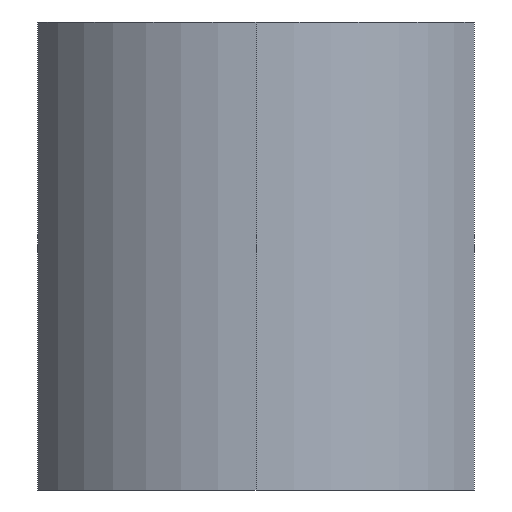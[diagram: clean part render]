
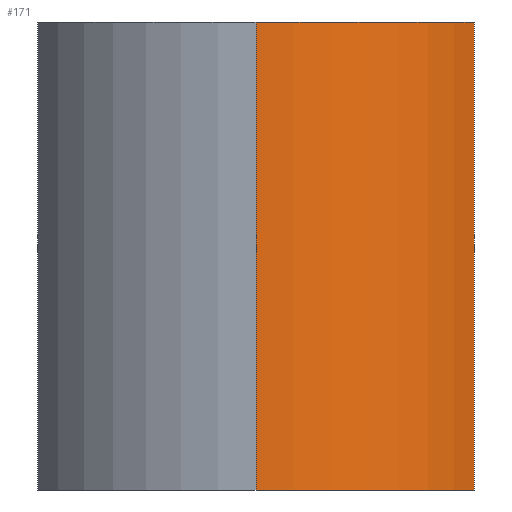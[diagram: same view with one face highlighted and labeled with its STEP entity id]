
A CAD part, left-side view. The second image highlights one B-rep face of the part: STEP entity #171.
In plain terms, the highlighted cylindrical face has radius 16 mm (diameter 32 mm), a partial arc.
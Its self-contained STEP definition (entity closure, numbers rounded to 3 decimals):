
#51 = DIRECTION ( 'NONE',  ( 1., 0., 0. ) ) ;
#52 = DIRECTION ( 'NONE',  ( 0., 0., 1. ) ) ;
#53 = CARTESIAN_POINT ( 'NONE',  ( 0., 0., 0. ) ) ;
#56 = CARTESIAN_POINT ( 'NONE',  ( -7.746, -14., 30. ) ) ;
#57 = DIRECTION ( 'NONE',  ( 1., 0., 0. ) ) ;
#58 = DIRECTION ( 'NONE',  ( 0., 0., 1. ) ) ;
#59 = CARTESIAN_POINT ( 'NONE',  ( 0., 0., 30. ) ) ;
#60 = CARTESIAN_POINT ( 'NONE',  ( -16., 0., 30. ) ) ;
#64 = DIRECTION ( 'NONE',  ( 0., 0., -1. ) ) ;
#71 = DIRECTION ( 'NONE',  ( 0., 0., 1. ) ) ;
#76 = CARTESIAN_POINT ( 'NONE',  ( -16., 0., 30. ) ) ;
#84 = CARTESIAN_POINT ( 'NONE',  ( -16., 0., 0. ) ) ;
#85 = CARTESIAN_POINT ( 'NONE',  ( -7.746, -14., 30. ) ) ;
#87 = CARTESIAN_POINT ( 'NONE',  ( -7.746, -14., 0. ) ) ;
#104 = CARTESIAN_POINT ( 'NONE',  ( 0., 0., 30. ) ) ;
#105 = DIRECTION ( 'NONE',  ( 0., 0., -1. ) ) ;
#108 = DIRECTION ( 'NONE',  ( -1., 0., 0. ) ) ;
#155 = CIRCLE ( 'NONE', #277, 16. ) ;
#156 = LINE ( 'NONE', #60, #176 ) ;
#171 = ADVANCED_FACE ( 'NONE', ( #223 ), #222, .T. ) ;
#176 = VECTOR ( 'NONE', #64, 1000. ) ;
#177 = LINE ( 'NONE', #56, #180 ) ;
#178 = CIRCLE ( 'NONE', #276, 16. ) ;
#180 = VECTOR ( 'NONE', #71, 1000. ) ;
#195 = VERTEX_POINT ( 'NONE', #85 ) ;
#196 = VERTEX_POINT ( 'NONE', #84 ) ;
#201 = VERTEX_POINT ( 'NONE', #87 ) ;
#209 = EDGE_LOOP ( 'NONE', ( #349, #350, #231, #232 ) ) ;
#222 = CYLINDRICAL_SURFACE ( 'NONE', #283, 16. ) ;
#223 = FACE_OUTER_BOUND ( 'NONE', #209, .T. ) ;
#231 = ORIENTED_EDGE ( 'NONE', *, *, #297, .T. ) ;
#232 = ORIENTED_EDGE ( 'NONE', *, *, #298, .T. ) ;
#250 = VERTEX_POINT ( 'NONE', #76 ) ;
#276 = AXIS2_PLACEMENT_3D ( 'NONE', #53, #52, #51 ) ;
#277 = AXIS2_PLACEMENT_3D ( 'NONE', #59, #58, #57 ) ;
#283 = AXIS2_PLACEMENT_3D ( 'NONE', #104, #105, #108 ) ;
#295 = EDGE_CURVE ( 'NONE', #250, #195, #155, .T. ) ;
#296 = EDGE_CURVE ( 'NONE', #250, #196, #156, .T. ) ;
#297 = EDGE_CURVE ( 'NONE', #196, #201, #178, .T. ) ;
#298 = EDGE_CURVE ( 'NONE', #201, #195, #177, .T. ) ;
#349 = ORIENTED_EDGE ( 'NONE', *, *, #295, .F. ) ;
#350 = ORIENTED_EDGE ( 'NONE', *, *, #296, .T. ) ;
